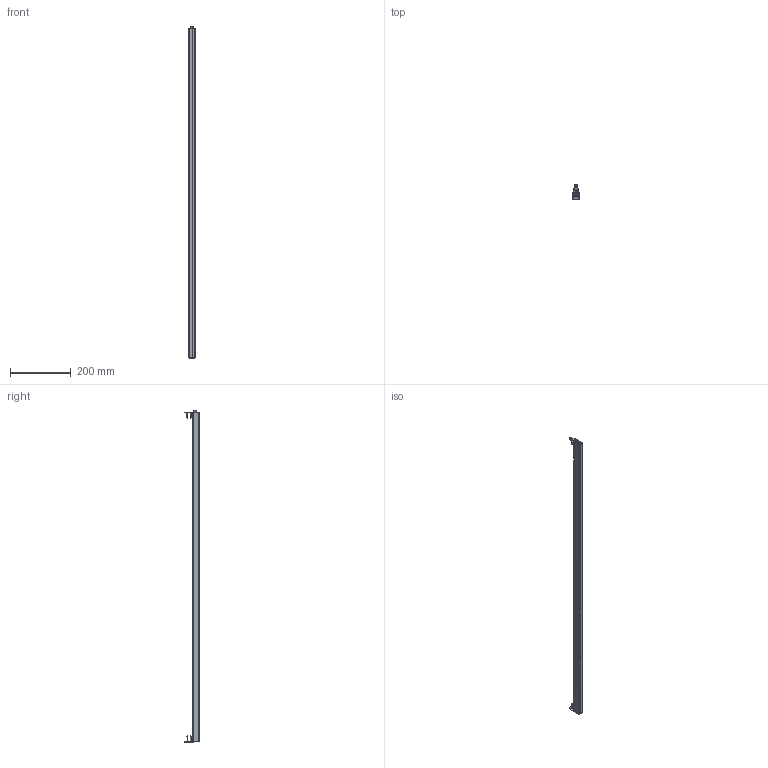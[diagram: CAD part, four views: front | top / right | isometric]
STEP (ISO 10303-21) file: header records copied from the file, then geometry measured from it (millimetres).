
FILE_DESCRIPTION (( 'STEP AP203' ), '1' );
FILE_NAME ('MF 1085 plus.STEP', '2025-02-28T12:38:21', ( '' ), ( '' ), 'SwSTEP 2.0', 'SolidWorks 2023', '' );
FILE_SCHEMA (( 'CONFIG_CONTROL_DESIGN' ));
Length unit declared in the file: millimetre
Products named in the file (6): Schraube d3x20_01; Innengeometrie_20_plus_1083; Haltewinkel 20_900242 Haltewinkel MF Metall; Betätigungsteil_20; MF 1085 plus; Aussengehäuse MF_1083
Assembly tree (9 placements, depth 2):
  MF 1085 plus
    Aussengehäuse MF_1083
    Innengeometrie_20_plus_1083
    Betätigungsteil_20
    Haltewinkel 20_900242 Haltewinkel MF Metall  x2
    Schraube d3x20_01  x4
Bounding box: 20 x 50.32 x 1092 mm (x, y, z)
Volume: 273771.9 mm3; surface area: 286367 mm2
Topology: 26 solids, 26 shells, 1151 faces, 3175 edges, 2104 vertices
Faces by surface type: plane 547, bspline 478, cylinder 100, cone 24, torus 2
Entity records: 45427 total; most frequent: CARTESIAN_POINT 25347, ORIENTED_EDGE 4704, DIRECTION 2668, EDGE_CURVE 2352, VERTEX_POINT 1565, VECTOR 1478, LINE 1478, EDGE_LOOP 949
